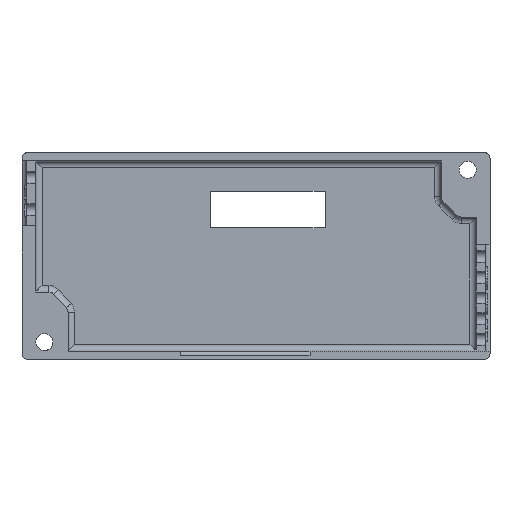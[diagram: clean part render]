
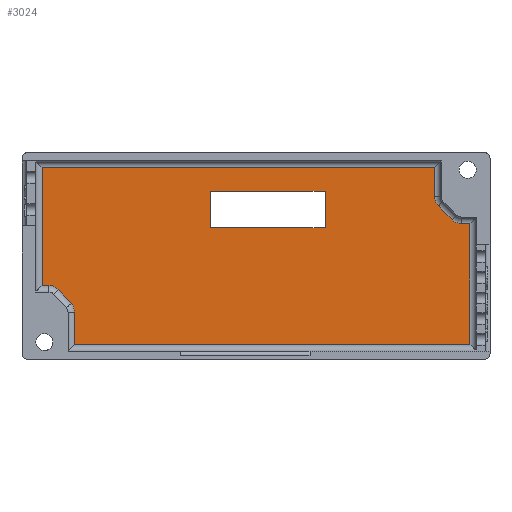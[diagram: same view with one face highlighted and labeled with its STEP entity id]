
A CAD part, front view. The second image highlights one B-rep face of the part: STEP entity #3024.
In plain terms, the highlighted planar face has unit normal (0, -1, 0).
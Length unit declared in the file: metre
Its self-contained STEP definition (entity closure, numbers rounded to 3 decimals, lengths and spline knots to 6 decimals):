
#65=PLANE('',#3227);
#154=CIRCLE('',#3228,0.0022);
#155=CIRCLE('',#3229,0.0022);
#156=CIRCLE('',#3230,0.0022);
#157=CIRCLE('',#3231,0.0022);
#330=LINE('',#4579,#641);
#331=LINE('',#4582,#642);
#332=LINE('',#4584,#643);
#333=LINE('',#4586,#644);
#334=LINE('',#4587,#645);
#335=LINE('',#4590,#646);
#336=LINE('',#4592,#647);
#337=LINE('',#4594,#648);
#338=LINE('',#4598,#649);
#339=LINE('',#4602,#650);
#340=LINE('',#4604,#651);
#341=LINE('',#4606,#652);
#342=LINE('',#4608,#653);
#343=LINE('',#4612,#654);
#641=VECTOR('',#3608,1.);
#642=VECTOR('',#3609,1.);
#643=VECTOR('',#3610,1.);
#644=VECTOR('',#3611,1.);
#645=VECTOR('',#3612,1.);
#646=VECTOR('',#3613,1.);
#647=VECTOR('',#3614,1.);
#648=VECTOR('',#3615,1.);
#649=VECTOR('',#3618,1.);
#650=VECTOR('',#3621,1.);
#651=VECTOR('',#3622,1.);
#652=VECTOR('',#3623,1.);
#653=VECTOR('',#3624,1.);
#654=VECTOR('',#3627,1.);
#983=ORIENTED_EDGE('',*,*,#1895,.F.);
#984=ORIENTED_EDGE('',*,*,#1896,.F.);
#985=ORIENTED_EDGE('',*,*,#1897,.T.);
#986=ORIENTED_EDGE('',*,*,#1898,.T.);
#987=ORIENTED_EDGE('',*,*,#1899,.T.);
#988=ORIENTED_EDGE('',*,*,#1900,.T.);
#989=ORIENTED_EDGE('',*,*,#1901,.T.);
#990=ORIENTED_EDGE('',*,*,#1902,.T.);
#991=ORIENTED_EDGE('',*,*,#1903,.F.);
#992=ORIENTED_EDGE('',*,*,#1904,.T.);
#993=ORIENTED_EDGE('',*,*,#1905,.F.);
#994=ORIENTED_EDGE('',*,*,#1906,.T.);
#995=ORIENTED_EDGE('',*,*,#1907,.T.);
#996=ORIENTED_EDGE('',*,*,#1908,.T.);
#997=ORIENTED_EDGE('',*,*,#1909,.T.);
#998=ORIENTED_EDGE('',*,*,#1910,.F.);
#999=ORIENTED_EDGE('',*,*,#1911,.T.);
#1000=ORIENTED_EDGE('',*,*,#1912,.F.);
#1895=EDGE_CURVE('',#2347,#2348,#330,.T.);
#1896=EDGE_CURVE('',#2349,#2347,#331,.T.);
#1897=EDGE_CURVE('',#2349,#2350,#332,.T.);
#1898=EDGE_CURVE('',#2350,#2348,#333,.T.);
#1899=EDGE_CURVE('',#2351,#2352,#334,.F.);
#1900=EDGE_CURVE('',#2352,#2353,#335,.F.);
#1901=EDGE_CURVE('',#2353,#2354,#336,.F.);
#1902=EDGE_CURVE('',#2354,#2355,#337,.T.);
#1903=EDGE_CURVE('',#2356,#2355,#154,.F.);
#1904=EDGE_CURVE('',#2356,#2357,#338,.T.);
#1905=EDGE_CURVE('',#2358,#2357,#155,.F.);
#1906=EDGE_CURVE('',#2358,#2359,#339,.F.);
#1907=EDGE_CURVE('',#2359,#2360,#340,.T.);
#1908=EDGE_CURVE('',#2360,#2361,#341,.T.);
#1909=EDGE_CURVE('',#2361,#2362,#342,.T.);
#1910=EDGE_CURVE('',#2363,#2362,#156,.F.);
#1911=EDGE_CURVE('',#2363,#2364,#343,.F.);
#1912=EDGE_CURVE('',#2351,#2364,#157,.F.);
#2347=VERTEX_POINT('',#4580);
#2348=VERTEX_POINT('',#4581);
#2349=VERTEX_POINT('',#4583);
#2350=VERTEX_POINT('',#4585);
#2351=VERTEX_POINT('',#4588);
#2352=VERTEX_POINT('',#4589);
#2353=VERTEX_POINT('',#4591);
#2354=VERTEX_POINT('',#4593);
#2355=VERTEX_POINT('',#4595);
#2356=VERTEX_POINT('',#4597);
#2357=VERTEX_POINT('',#4599);
#2358=VERTEX_POINT('',#4601);
#2359=VERTEX_POINT('',#4603);
#2360=VERTEX_POINT('',#4605);
#2361=VERTEX_POINT('',#4607);
#2362=VERTEX_POINT('',#4609);
#2363=VERTEX_POINT('',#4611);
#2364=VERTEX_POINT('',#4613);
#2592=EDGE_LOOP('',(#983,#984,#985,#986));
#2593=EDGE_LOOP('',(#987,#988,#989,#990,#991,#992,#993,#994,#995,#996,#997,
#998,#999,#1000));
#2783=FACE_BOUND('',#2592,.T.);
#2784=FACE_BOUND('',#2593,.T.);
#3024=ADVANCED_FACE('',(#2783,#2784),#65,.F.);
#3227=AXIS2_PLACEMENT_3D('',#4578,#3606,#3607);
#3228=AXIS2_PLACEMENT_3D('',#4596,#3616,#3617);
#3229=AXIS2_PLACEMENT_3D('',#4600,#3619,#3620);
#3230=AXIS2_PLACEMENT_3D('',#4610,#3625,#3626);
#3231=AXIS2_PLACEMENT_3D('',#4614,#3628,#3629);
#3606=DIRECTION('',(0.,1.,0.));
#3607=DIRECTION('',(1.,0.,0.));
#3608=DIRECTION('',(1.,0.,0.));
#3609=DIRECTION('',(0.,0.,-1.));
#3610=DIRECTION('',(1.,0.,0.));
#3611=DIRECTION('',(0.,0.,-1.));
#3612=DIRECTION('',(0.,0.,1.));
#3613=DIRECTION('',(-1.,0.,0.));
#3614=DIRECTION('',(0.,0.,-1.));
#3615=DIRECTION('',(-1.,0.,0.));
#3616=DIRECTION('',(0.,1.,0.));
#3617=DIRECTION('',(1.,0.,0.));
#3618=DIRECTION('',(-0.707,0.,0.707));
#3619=DIRECTION('',(0.,1.,0.));
#3620=DIRECTION('',(1.,0.,0.));
#3621=DIRECTION('',(0.,0.,-1.));
#3622=DIRECTION('',(-1.,0.,0.));
#3623=DIRECTION('',(0.,0.,-1.));
#3624=DIRECTION('',(1.,0.,0.));
#3625=DIRECTION('',(0.,1.,0.));
#3626=DIRECTION('',(1.,0.,0.));
#3627=DIRECTION('',(-0.676,0.,0.737));
#3628=DIRECTION('',(0.,1.,0.));
#3629=DIRECTION('',(1.,0.,0.));
#4578=CARTESIAN_POINT('',(0.,0.,0.));
#4579=CARTESIAN_POINT('',(0.002,0.,0.0048));
#4580=CARTESIAN_POINT('',(-0.0077,0.,0.0048));
#4581=CARTESIAN_POINT('',(0.0117,0.,0.0048));
#4582=CARTESIAN_POINT('',(-0.0077,0.,0.0079));
#4583=CARTESIAN_POINT('',(-0.0077,0.,0.011));
#4584=CARTESIAN_POINT('',(0.002,0.,0.011));
#4585=CARTESIAN_POINT('',(0.0117,0.,0.011));
#4586=CARTESIAN_POINT('',(0.0117,0.,0.0079));
#4587=CARTESIAN_POINT('',(-0.03075,0.,-0.0161));
#4588=CARTESIAN_POINT('',(-0.03075,0.,-0.009528));
#4589=CARTESIAN_POINT('',(-0.03075,0.,-0.015));
#4590=CARTESIAN_POINT('',(0.03735,0.,-0.015));
#4591=CARTESIAN_POINT('',(0.03625,0.,-0.015));
#4592=CARTESIAN_POINT('',(0.03625,0.,0.0066));
#4593=CARTESIAN_POINT('',(0.03625,0.,0.0055));
#4594=CARTESIAN_POINT('',(0.,0.,0.0055));
#4595=CARTESIAN_POINT('',(0.034806,0.,0.0055));
#4596=CARTESIAN_POINT('',(0.034806,0.,0.0077));
#4597=CARTESIAN_POINT('',(0.03325,0.,0.006144));
#4598=CARTESIAN_POINT('',(0.019697,0.,0.019697));
#4599=CARTESIAN_POINT('',(0.030894,0.,0.0085));
#4600=CARTESIAN_POINT('',(0.03245,0.,0.010056));
#4601=CARTESIAN_POINT('',(0.03025,0.,0.010056));
#4602=CARTESIAN_POINT('',(0.03025,0.,0.0161));
#4603=CARTESIAN_POINT('',(0.03025,0.,0.015));
#4604=CARTESIAN_POINT('',(0.,0.,0.015));
#4605=CARTESIAN_POINT('',(-0.03625,0.,0.015));
#4606=CARTESIAN_POINT('',(-0.03625,0.,0.));
#4607=CARTESIAN_POINT('',(-0.03625,0.,-0.005));
#4608=CARTESIAN_POINT('',(0.,0.,-0.005));
#4609=CARTESIAN_POINT('',(-0.035084,0.,-0.005));
#4610=CARTESIAN_POINT('',(-0.035084,0.,-0.0072));
#4611=CARTESIAN_POINT('',(-0.033462,0.,-0.005713));
#4612=CARTESIAN_POINT('',(-0.031039,0.,-0.008357));
#4613=CARTESIAN_POINT('',(-0.031328,0.,-0.008041));
#4614=CARTESIAN_POINT('',(-0.03295,0.,-0.009528));
